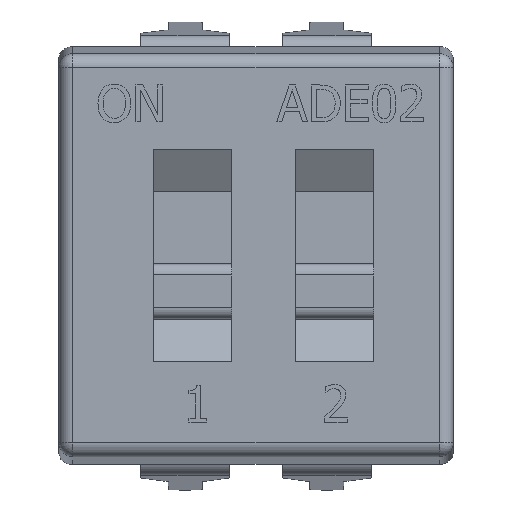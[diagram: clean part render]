
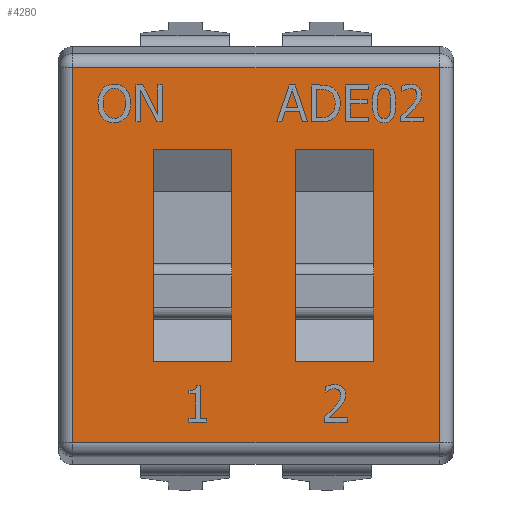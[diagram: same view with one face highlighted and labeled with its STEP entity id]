
A CAD part, top view. The second image highlights one B-rep face of the part: STEP entity #4280.
In plain terms, the highlighted planar face has unit normal (0, 0, 1).
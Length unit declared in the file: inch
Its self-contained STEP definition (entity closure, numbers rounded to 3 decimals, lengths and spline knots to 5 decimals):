
#198=FACE_BOUND('',#773,.T.);
#199=FACE_BOUND('',#774,.T.);
#337=PLANE('',#4597);
#526=FACE_OUTER_BOUND('',#772,.T.);
#772=EDGE_LOOP('',(#3351,#3352,#3353,#3354));
#773=EDGE_LOOP('',(#3355,#3356,#3357,#3358));
#774=EDGE_LOOP('',(#3359,#3360,#3361,#3362));
#1092=LINE('',#6075,#1550);
#1095=LINE('',#6092,#1553);
#1098=LINE('',#6096,#1556);
#1100=LINE('',#6099,#1558);
#1109=LINE('',#6122,#1567);
#1110=LINE('',#6124,#1568);
#1111=LINE('',#6126,#1569);
#1112=LINE('',#6127,#1570);
#1113=LINE('',#6130,#1571);
#1114=LINE('',#6132,#1572);
#1115=LINE('',#6134,#1573);
#1116=LINE('',#6135,#1574);
#1550=VECTOR('',#5108,0.26452);
#1553=VECTOR('',#5127,0.25831);
#1556=VECTOR('',#5132,0.26452);
#1558=VECTOR('',#5136,0.25831);
#1567=VECTOR('',#5163,0.14961);
#1568=VECTOR('',#5164,0.05512);
#1569=VECTOR('',#5165,0.14961);
#1570=VECTOR('',#5166,0.05512);
#1571=VECTOR('',#5167,0.14961);
#1572=VECTOR('',#5168,0.05512);
#1573=VECTOR('',#5169,0.14961);
#1574=VECTOR('',#5170,0.05512);
#2004=VERTEX_POINT('',#6038);
#2011=VERTEX_POINT('',#6055);
#2013=VERTEX_POINT('',#6060);
#2019=VERTEX_POINT('',#6078);
#2027=VERTEX_POINT('',#6120);
#2028=VERTEX_POINT('',#6121);
#2029=VERTEX_POINT('',#6123);
#2030=VERTEX_POINT('',#6125);
#2031=VERTEX_POINT('',#6128);
#2032=VERTEX_POINT('',#6129);
#2033=VERTEX_POINT('',#6131);
#2034=VERTEX_POINT('',#6133);
#2493=EDGE_CURVE('',#2004,#2013,#1092,.T.);
#2501=EDGE_CURVE('',#2013,#2019,#1095,.T.);
#2504=EDGE_CURVE('',#2019,#2011,#1098,.T.);
#2506=EDGE_CURVE('',#2011,#2004,#1100,.T.);
#2517=EDGE_CURVE('',#2027,#2028,#1109,.T.);
#2518=EDGE_CURVE('',#2028,#2029,#1110,.T.);
#2519=EDGE_CURVE('',#2029,#2030,#1111,.T.);
#2520=EDGE_CURVE('',#2030,#2027,#1112,.T.);
#2521=EDGE_CURVE('',#2031,#2032,#1113,.T.);
#2522=EDGE_CURVE('',#2032,#2033,#1114,.T.);
#2523=EDGE_CURVE('',#2033,#2034,#1115,.T.);
#2524=EDGE_CURVE('',#2034,#2031,#1116,.T.);
#3351=ORIENTED_EDGE('',*,*,#2493,.F.);
#3352=ORIENTED_EDGE('',*,*,#2506,.F.);
#3353=ORIENTED_EDGE('',*,*,#2504,.F.);
#3354=ORIENTED_EDGE('',*,*,#2501,.F.);
#3355=ORIENTED_EDGE('',*,*,#2517,.T.);
#3356=ORIENTED_EDGE('',*,*,#2518,.T.);
#3357=ORIENTED_EDGE('',*,*,#2519,.T.);
#3358=ORIENTED_EDGE('',*,*,#2520,.T.);
#3359=ORIENTED_EDGE('',*,*,#2521,.T.);
#3360=ORIENTED_EDGE('',*,*,#2522,.T.);
#3361=ORIENTED_EDGE('',*,*,#2523,.T.);
#3362=ORIENTED_EDGE('',*,*,#2524,.T.);
#4280=ADVANCED_FACE('',(#526,#198,#199),#337,.T.);
#4597=AXIS2_PLACEMENT_3D('',#6119,#5161,#5162);
#5108=DIRECTION('',(0.,-1.,0.));
#5127=DIRECTION('',(-1.,0.,0.));
#5132=DIRECTION('',(0.,1.,0.));
#5136=DIRECTION('',(1.,0.,0.));
#5161=DIRECTION('center_axis',(0.,0.,1.));
#5162=DIRECTION('ref_axis',(0.,-1.,0.));
#5163=DIRECTION('',(0.,-1.,0.));
#5164=DIRECTION('',(-1.,0.,0.));
#5165=DIRECTION('',(0.,1.,0.));
#5166=DIRECTION('',(1.,0.,0.));
#5167=DIRECTION('',(0.,-1.,0.));
#5168=DIRECTION('',(-1.,0.,0.));
#5169=DIRECTION('',(0.,1.,0.));
#5170=DIRECTION('',(1.,0.,0.));
#6038=CARTESIAN_POINT('',(0.12916,0.13226,0.01004));
#6055=CARTESIAN_POINT('',(-0.12916,0.13226,0.01004));
#6060=CARTESIAN_POINT('',(0.12916,-0.13226,0.01004));
#6075=CARTESIAN_POINT('',(0.12916,-0.0374,0.01004));
#6078=CARTESIAN_POINT('',(-0.12916,-0.13226,0.01004));
#6092=CARTESIAN_POINT('',(-0.139,-0.13226,0.01004));
#6096=CARTESIAN_POINT('',(-0.12916,-0.0374,0.01004));
#6099=CARTESIAN_POINT('',(-0.139,0.13226,0.01004));
#6119=CARTESIAN_POINT('Origin',(-0.139,-0.0748,0.01004));
#6120=CARTESIAN_POINT('',(0.08305,0.0748,0.01004));
#6121=CARTESIAN_POINT('',(0.08305,-0.0748,0.01004));
#6122=CARTESIAN_POINT('',(0.08305,0.,0.01004));
#6123=CARTESIAN_POINT('',(0.02793,-0.0748,0.01004));
#6124=CARTESIAN_POINT('',(-0.02798,-0.0748,0.01004));
#6125=CARTESIAN_POINT('',(0.02793,0.0748,0.01004));
#6126=CARTESIAN_POINT('',(0.02793,-0.0748,0.01004));
#6127=CARTESIAN_POINT('',(-0.05554,0.0748,0.01004));
#6128=CARTESIAN_POINT('',(-0.01695,0.0748,0.01004));
#6129=CARTESIAN_POINT('',(-0.01695,-0.0748,0.01004));
#6130=CARTESIAN_POINT('',(-0.01695,0.,0.01004));
#6131=CARTESIAN_POINT('',(-0.07207,-0.0748,0.01004));
#6132=CARTESIAN_POINT('',(-0.07798,-0.0748,0.01004));
#6133=CARTESIAN_POINT('',(-0.07207,0.0748,0.01004));
#6134=CARTESIAN_POINT('',(-0.07207,-0.0748,0.01004));
#6135=CARTESIAN_POINT('',(-0.10554,0.0748,0.01004));
